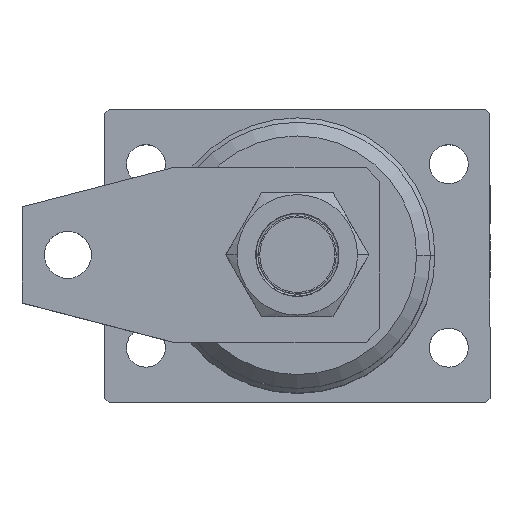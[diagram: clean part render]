
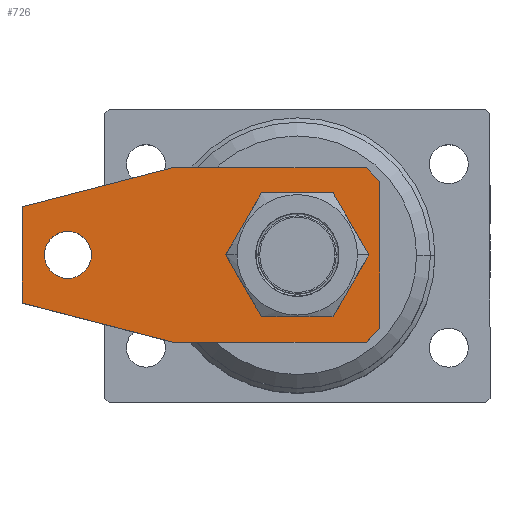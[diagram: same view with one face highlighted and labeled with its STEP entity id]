
A CAD part, top view. The second image highlights one B-rep face of the part: STEP entity #726.
In plain terms, the highlighted face is planar.
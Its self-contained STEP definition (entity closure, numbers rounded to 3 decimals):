
#726 = ADVANCED_FACE ( 'NONE', ( #2383, #2373, #2375 ), #1995, .T. ) ;
#800 = VERTEX_POINT ( 'NONE', #1890 ) ;
#802 = VERTEX_POINT ( 'NONE', #1903 ) ;
#813 = VERTEX_POINT ( 'NONE', #2129 ) ;
#814 = VERTEX_POINT ( 'NONE', #2130 ) ;
#815 = VERTEX_POINT ( 'NONE', #2133 ) ;
#816 = VERTEX_POINT ( 'NONE', #2131 ) ;
#817 = VERTEX_POINT ( 'NONE', #2132 ) ;
#818 = VERTEX_POINT ( 'NONE', #2134 ) ;
#824 = VERTEX_POINT ( 'NONE', #1870 ) ;
#825 = VERTEX_POINT ( 'NONE', #1910 ) ;
#830 = VERTEX_POINT ( 'NONE', #2168 ) ;
#831 = VERTEX_POINT ( 'NONE', #1860 ) ;
#1410 = AXIS2_PLACEMENT_3D ( 'NONE', #3341, #3337, #3329 ) ;
#1411 = AXIS2_PLACEMENT_3D ( 'NONE', #3358, #3353, #3350 ) ;
#1413 = AXIS2_PLACEMENT_3D ( 'NONE', #1441, #1439, #1438 ) ;
#1418 = AXIS2_PLACEMENT_3D ( 'NONE', #1464, #1463, #1461 ) ;
#1425 = DIRECTION ( 'NONE',  ( 0., 0., -1. ) ) ;
#1427 = CARTESIAN_POINT ( 'NONE',  ( 18., 19., -19. ) ) ;
#1438 = DIRECTION ( 'NONE',  ( 0., 0., 1. ) ) ;
#1439 = DIRECTION ( 'NONE',  ( 0., 1., 0. ) ) ;
#1441 = CARTESIAN_POINT ( 'NONE',  ( -50., 19., 0. ) ) ;
#1461 = DIRECTION ( 'NONE',  ( 0., 0., -1. ) ) ;
#1463 = DIRECTION ( 'NONE',  ( 0., -1., 0. ) ) ;
#1464 = CARTESIAN_POINT ( 'NONE',  ( 0., 19., 0. ) ) ;
#1694 = LINE ( 'NONE', #3422, #1695 ) ;
#1695 = VECTOR ( 'NONE', #3417, 1000. ) ;
#1796 = VECTOR ( 'NONE', #3461, 1000. ) ;
#1798 = VECTOR ( 'NONE', #3463, 1000. ) ;
#1799 = LINE ( 'NONE', #3462, #1796 ) ;
#1800 = VECTOR ( 'NONE', #3318, 1000. ) ;
#1801 = LINE ( 'NONE', #3316, #1798 ) ;
#1802 = VECTOR ( 'NONE', #3362, 1000. ) ;
#1803 = LINE ( 'NONE', #3326, #1800 ) ;
#1804 = LINE ( 'NONE', #3366, #1802 ) ;
#1805 = CIRCLE ( 'NONE', #1410, 5.125 ) ;
#1808 = VECTOR ( 'NONE', #3384, 1000. ) ;
#1811 = LINE ( 'NONE', #3395, #1808 ) ;
#1813 = CIRCLE ( 'NONE', #1411, 9.5 ) ;
#1860 = CARTESIAN_POINT ( 'NONE',  ( 15., 19., 19. ) ) ;
#1870 = CARTESIAN_POINT ( 'NONE',  ( -60., 19., -10.5 ) ) ;
#1890 = CARTESIAN_POINT ( 'NONE',  ( 0., 19., 9.5 ) ) ;
#1903 = CARTESIAN_POINT ( 'NONE',  ( 0., 19., -9.5 ) ) ;
#1910 = CARTESIAN_POINT ( 'NONE',  ( -60., 19., 10.5 ) ) ;
#1995 = PLANE ( 'NONE',  #3084 ) ;
#2000 = DIRECTION ( 'NONE',  ( 0., 0., 1. ) ) ;
#2090 = DIRECTION ( 'NONE',  ( 0., 1., 0. ) ) ;
#2129 = CARTESIAN_POINT ( 'NONE',  ( -50., 19., -5.125 ) ) ;
#2130 = CARTESIAN_POINT ( 'NONE',  ( -50., 19., 5.125 ) ) ;
#2131 = CARTESIAN_POINT ( 'NONE',  ( 18., 19., 16. ) ) ;
#2132 = CARTESIAN_POINT ( 'NONE',  ( 18., 19., -16. ) ) ;
#2133 = CARTESIAN_POINT ( 'NONE',  ( 15., 19., -19. ) ) ;
#2134 = CARTESIAN_POINT ( 'NONE',  ( -27.133, 19., -19. ) ) ;
#2154 = CARTESIAN_POINT ( 'NONE',  ( 0., 19., 0. ) ) ;
#2168 = CARTESIAN_POINT ( 'NONE',  ( -27.133, 19., 19. ) ) ;
#2373 = FACE_BOUND ( 'NONE', #2629, .T. ) ;
#2375 = FACE_OUTER_BOUND ( 'NONE', #2620, .T. ) ;
#2383 = FACE_BOUND ( 'NONE', #2621, .T. ) ;
#2620 = EDGE_LOOP ( 'NONE', ( #4039, #4040, #4041, #4042, #4043, #4044, #4045, #4046 ) ) ;
#2621 = EDGE_LOOP ( 'NONE', ( #4035, #4036 ) ) ;
#2629 = EDGE_LOOP ( 'NONE', ( #4037, #4038 ) ) ;
#2666 = VECTOR ( 'NONE', #3453, 1000. ) ;
#2669 = LINE ( 'NONE', #3464, #2666 ) ;
#2670 = VECTOR ( 'NONE', #1425, 1000. ) ;
#2673 = LINE ( 'NONE', #1427, #2670 ) ;
#2681 = CIRCLE ( 'NONE', #1413, 5.125 ) ;
#2691 = CIRCLE ( 'NONE', #1418, 9.5 ) ;
#3084 = AXIS2_PLACEMENT_3D ( 'NONE', #2154, #2090, #2000 ) ;
#3316 = CARTESIAN_POINT ( 'NONE',  ( -27.133, 19., 19. ) ) ;
#3318 = DIRECTION ( 'NONE',  ( 0.968, 0., -0.25 ) ) ;
#3326 = CARTESIAN_POINT ( 'NONE',  ( -27.133, 19., -19. ) ) ;
#3329 = DIRECTION ( 'NONE',  ( 0., 0., 1. ) ) ;
#3337 = DIRECTION ( 'NONE',  ( 0., 1., 0. ) ) ;
#3341 = CARTESIAN_POINT ( 'NONE',  ( -50., 19., 0. ) ) ;
#3350 = DIRECTION ( 'NONE',  ( 0., 0., -1. ) ) ;
#3353 = DIRECTION ( 'NONE',  ( 0., -1., 0. ) ) ;
#3358 = CARTESIAN_POINT ( 'NONE',  ( 0., 19., 0. ) ) ;
#3362 = DIRECTION ( 'NONE',  ( -0.707, 0., -0.707 ) ) ;
#3366 = CARTESIAN_POINT ( 'NONE',  ( 17., 19., -17. ) ) ;
#3384 = DIRECTION ( 'NONE',  ( 1., 0., 0. ) ) ;
#3395 = CARTESIAN_POINT ( 'NONE',  ( -60., 19., 19. ) ) ;
#3417 = DIRECTION ( 'NONE',  ( 0., 0., 1. ) ) ;
#3422 = CARTESIAN_POINT ( 'NONE',  ( -60., 19., -19. ) ) ;
#3453 = DIRECTION ( 'NONE',  ( -1., 0., 0. ) ) ;
#3461 = DIRECTION ( 'NONE',  ( 0.707, 0., -0.707 ) ) ;
#3462 = CARTESIAN_POINT ( 'NONE',  ( 17., 19., 17. ) ) ;
#3463 = DIRECTION ( 'NONE',  ( -0.968, 0., -0.25 ) ) ;
#3464 = CARTESIAN_POINT ( 'NONE',  ( -60., 19., -19. ) ) ;
#3531 = EDGE_CURVE ( 'NONE', #800, #802, #2691, .T. ) ;
#3537 = EDGE_CURVE ( 'NONE', #813, #814, #2681, .T. ) ;
#3541 = EDGE_CURVE ( 'NONE', #816, #817, #2673, .T. ) ;
#3543 = EDGE_CURVE ( 'NONE', #815, #818, #2669, .T. ) ;
#3549 = EDGE_CURVE ( 'NONE', #824, #825, #1694, .T. ) ;
#3553 = EDGE_CURVE ( 'NONE', #830, #831, #1811, .T. ) ;
#3555 = EDGE_CURVE ( 'NONE', #802, #800, #1813, .T. ) ;
#3556 = EDGE_CURVE ( 'NONE', #814, #813, #1805, .T. ) ;
#3557 = EDGE_CURVE ( 'NONE', #817, #815, #1804, .T. ) ;
#3558 = EDGE_CURVE ( 'NONE', #824, #818, #1803, .T. ) ;
#3559 = EDGE_CURVE ( 'NONE', #830, #825, #1801, .T. ) ;
#3560 = EDGE_CURVE ( 'NONE', #831, #816, #1799, .T. ) ;
#4035 = ORIENTED_EDGE ( 'NONE', *, *, #3555, .T. ) ;
#4036 = ORIENTED_EDGE ( 'NONE', *, *, #3531, .T. ) ;
#4037 = ORIENTED_EDGE ( 'NONE', *, *, #3556, .F. ) ;
#4038 = ORIENTED_EDGE ( 'NONE', *, *, #3537, .F. ) ;
#4039 = ORIENTED_EDGE ( 'NONE', *, *, #3541, .T. ) ;
#4040 = ORIENTED_EDGE ( 'NONE', *, *, #3557, .T. ) ;
#4041 = ORIENTED_EDGE ( 'NONE', *, *, #3543, .T. ) ;
#4042 = ORIENTED_EDGE ( 'NONE', *, *, #3558, .F. ) ;
#4043 = ORIENTED_EDGE ( 'NONE', *, *, #3549, .T. ) ;
#4044 = ORIENTED_EDGE ( 'NONE', *, *, #3559, .F. ) ;
#4045 = ORIENTED_EDGE ( 'NONE', *, *, #3553, .T. ) ;
#4046 = ORIENTED_EDGE ( 'NONE', *, *, #3560, .T. ) ;
